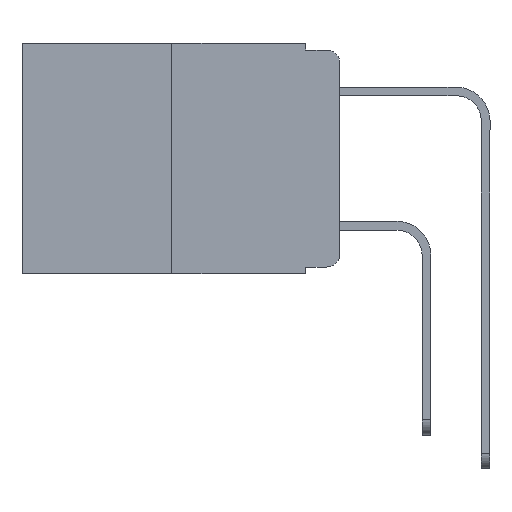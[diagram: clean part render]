
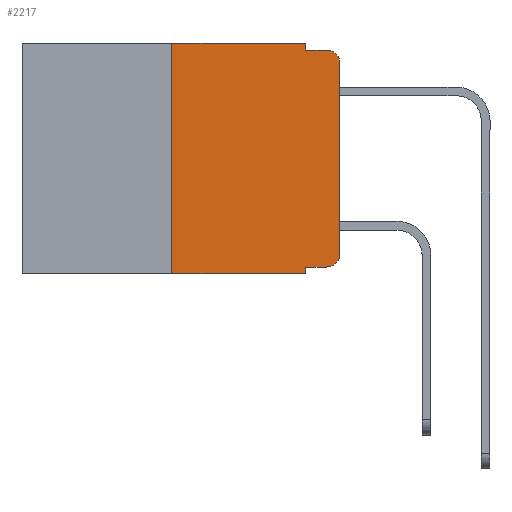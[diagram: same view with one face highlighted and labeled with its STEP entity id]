
A CAD part, left-side view. The second image highlights one B-rep face of the part: STEP entity #2217.
In plain terms, the highlighted planar face has unit normal (-1, 0, 0).
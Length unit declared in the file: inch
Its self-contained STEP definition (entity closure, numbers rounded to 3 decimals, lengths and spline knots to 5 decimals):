
#208 = VERTEX_POINT ( 'NONE', #5664 ) ;
#447 = VECTOR ( 'NONE', #5567, 39.37008 ) ;
#966 = CARTESIAN_POINT ( 'NONE',  ( 0., 0., -0.313 ) ) ;
#1097 = VERTEX_POINT ( 'NONE', #7683 ) ;
#1406 = EDGE_CURVE ( 'NONE', #3821, #12977, #7097, .T. ) ;
#1515 = AXIS2_PLACEMENT_3D ( 'NONE', #9991, #8255, #8299 ) ;
#2217 = ADVANCED_FACE ( 'NONE', ( #6278 ), #9140, .F. ) ;
#2236 = CARTESIAN_POINT ( 'NONE',  ( 0., 0.051, 0. ) ) ;
#2355 = DIRECTION ( 'NONE',  ( 0., 0., -1. ) ) ;
#2362 = ORIENTED_EDGE ( 'NONE', *, *, #12397, .T. ) ;
#2442 = ORIENTED_EDGE ( 'NONE', *, *, #7230, .T. ) ;
#2450 = EDGE_CURVE ( 'NONE', #10143, #4097, #11217, .T. ) ;
#2459 = VECTOR ( 'NONE', #13064, 39.37008 ) ;
#2595 = LINE ( 'NONE', #2236, #6090 ) ;
#2748 = DIRECTION ( 'NONE',  ( 0., 0., -1. ) ) ;
#2819 = AXIS2_PLACEMENT_3D ( 'NONE', #13496, #13361, #2748 ) ;
#2961 = DIRECTION ( 'NONE',  ( 0., 0., 1. ) ) ;
#3078 = AXIS2_PLACEMENT_3D ( 'NONE', #6491, #10628, #2355 ) ;
#3340 = LINE ( 'NONE', #10241, #5472 ) ;
#3387 = LINE ( 'NONE', #8709, #447 ) ;
#3777 = DIRECTION ( 'NONE',  ( 0., -1., 0. ) ) ;
#3808 = ORIENTED_EDGE ( 'NONE', *, *, #10670, .F. ) ;
#3821 = VERTEX_POINT ( 'NONE', #9550 ) ;
#4097 = VERTEX_POINT ( 'NONE', #10212 ) ;
#4159 = EDGE_CURVE ( 'NONE', #208, #1097, #9451, .T. ) ;
#4759 = LINE ( 'NONE', #12638, #8215 ) ;
#5290 = LINE ( 'NONE', #5951, #2459 ) ;
#5311 = EDGE_CURVE ( 'NONE', #10471, #3821, #3387, .T. ) ;
#5472 = VECTOR ( 'NONE', #2961, 39.37008 ) ;
#5504 = DIRECTION ( 'NONE',  ( 0., -1., 0. ) ) ;
#5521 = CARTESIAN_POINT ( 'NONE',  ( 0., 0.051, -0.333 ) ) ;
#5567 = DIRECTION ( 'NONE',  ( 0., -1., 0. ) ) ;
#5664 = CARTESIAN_POINT ( 'NONE',  ( 0., 0., -0.03 ) ) ;
#5776 = ORIENTED_EDGE ( 'NONE', *, *, #9048, .F. ) ;
#5951 = CARTESIAN_POINT ( 'NONE',  ( 0., 0.473, 0. ) ) ;
#6090 = VECTOR ( 'NONE', #9593, 39.37008 ) ;
#6278 = FACE_OUTER_BOUND ( 'NONE', #9201, .T. ) ;
#6491 = CARTESIAN_POINT ( 'NONE',  ( 0., 0.02, -0.313 ) ) ;
#6587 = CARTESIAN_POINT ( 'NONE',  ( 0., 0.051, 0. ) ) ;
#6835 = VERTEX_POINT ( 'NONE', #7333 ) ;
#6878 = LINE ( 'NONE', #11981, #8674 ) ;
#7097 = CIRCLE ( 'NONE', #3078, 0.02 ) ;
#7230 = EDGE_CURVE ( 'NONE', #12977, #208, #3340, .T. ) ;
#7333 = CARTESIAN_POINT ( 'NONE',  ( 0., 0.051, -0.343 ) ) ;
#7683 = CARTESIAN_POINT ( 'NONE',  ( 0., 0.02, -0.01 ) ) ;
#8058 = VECTOR ( 'NONE', #11732, 39.37008 ) ;
#8071 = ORIENTED_EDGE ( 'NONE', *, *, #5311, .T. ) ;
#8215 = VECTOR ( 'NONE', #5504, 39.37008 ) ;
#8255 = DIRECTION ( 'NONE',  ( 1., 0., 0. ) ) ;
#8257 = VERTEX_POINT ( 'NONE', #11896 ) ;
#8299 = DIRECTION ( 'NONE',  ( 0., 0., -1. ) ) ;
#8623 = EDGE_CURVE ( 'NONE', #4097, #8257, #5290, .T. ) ;
#8674 = VECTOR ( 'NONE', #3777, 39.37008 ) ;
#8709 = CARTESIAN_POINT ( 'NONE',  ( 0., 0.051, -0.333 ) ) ;
#9048 = EDGE_CURVE ( 'NONE', #10471, #6835, #10464, .T. ) ;
#9140 = PLANE ( 'NONE',  #1515 ) ;
#9201 = EDGE_LOOP ( 'NONE', ( #2442, #11071, #3808, #12317, #12947, #13254, #2362, #5776, #8071, #11086 ) ) ;
#9451 = CIRCLE ( 'NONE', #2819, 0.02 ) ;
#9550 = CARTESIAN_POINT ( 'NONE',  ( 0., 0.02, -0.333 ) ) ;
#9593 = DIRECTION ( 'NONE',  ( 0., 0., -1. ) ) ;
#9991 = CARTESIAN_POINT ( 'NONE',  ( 0., 0.473, 0. ) ) ;
#10143 = VERTEX_POINT ( 'NONE', #12088 ) ;
#10212 = CARTESIAN_POINT ( 'NONE',  ( 0., 0.25, 0. ) ) ;
#10241 = CARTESIAN_POINT ( 'NONE',  ( 0., 0., 0. ) ) ;
#10266 = VERTEX_POINT ( 'NONE', #11298 ) ;
#10464 = LINE ( 'NONE', #6587, #8058 ) ;
#10471 = VERTEX_POINT ( 'NONE', #5521 ) ;
#10628 = DIRECTION ( 'NONE',  ( -1., 0., 0. ) ) ;
#10670 = EDGE_CURVE ( 'NONE', #10266, #1097, #6878, .T. ) ;
#11071 = ORIENTED_EDGE ( 'NONE', *, *, #4159, .T. ) ;
#11086 = ORIENTED_EDGE ( 'NONE', *, *, #1406, .T. ) ;
#11217 = LINE ( 'NONE', #12599, #13533 ) ;
#11298 = CARTESIAN_POINT ( 'NONE',  ( 0., 0.051, -0.01 ) ) ;
#11732 = DIRECTION ( 'NONE',  ( 0., 0., -1. ) ) ;
#11896 = CARTESIAN_POINT ( 'NONE',  ( 0., 0.051, 0. ) ) ;
#11981 = CARTESIAN_POINT ( 'NONE',  ( 0., 0.051, -0.01 ) ) ;
#12088 = CARTESIAN_POINT ( 'NONE',  ( 0., 0.25, -0.343 ) ) ;
#12317 = ORIENTED_EDGE ( 'NONE', *, *, #12339, .F. ) ;
#12339 = EDGE_CURVE ( 'NONE', #8257, #10266, #2595, .T. ) ;
#12397 = EDGE_CURVE ( 'NONE', #10143, #6835, #4759, .T. ) ;
#12506 = DIRECTION ( 'NONE',  ( 0., 0., 1. ) ) ;
#12599 = CARTESIAN_POINT ( 'NONE',  ( 0., 0.25, 0. ) ) ;
#12638 = CARTESIAN_POINT ( 'NONE',  ( 0., 0.473, -0.343 ) ) ;
#12947 = ORIENTED_EDGE ( 'NONE', *, *, #8623, .F. ) ;
#12977 = VERTEX_POINT ( 'NONE', #966 ) ;
#13064 = DIRECTION ( 'NONE',  ( 0., -1., 0. ) ) ;
#13254 = ORIENTED_EDGE ( 'NONE', *, *, #2450, .F. ) ;
#13361 = DIRECTION ( 'NONE',  ( -1., 0., 0. ) ) ;
#13496 = CARTESIAN_POINT ( 'NONE',  ( 0., 0.02, -0.03 ) ) ;
#13533 = VECTOR ( 'NONE', #12506, 39.37008 ) ;
